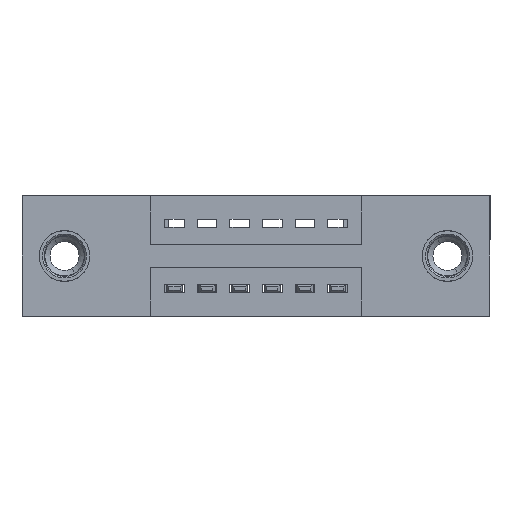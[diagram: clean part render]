
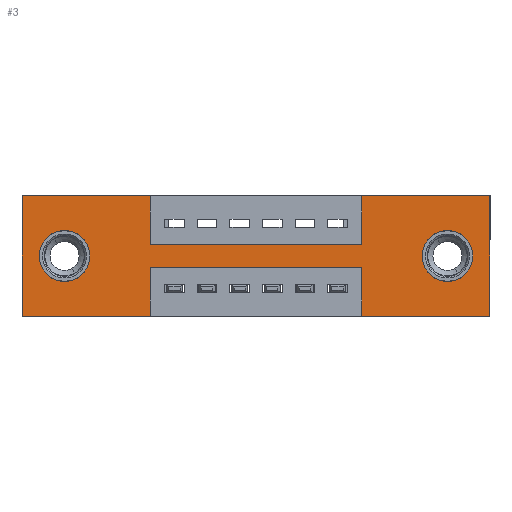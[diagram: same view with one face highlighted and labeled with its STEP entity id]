
A CAD part, front view. The second image highlights one B-rep face of the part: STEP entity #3.
In plain terms, the highlighted planar face has unit normal (0, -1, 0).
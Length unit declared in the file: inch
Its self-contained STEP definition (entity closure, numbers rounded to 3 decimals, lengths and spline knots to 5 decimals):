
#3 = ADVANCED_FACE ( 'NONE', ( #9241, #6918, #4606 ), #2984, .T. ) ;
#49 = EDGE_CURVE ( 'NONE', #6080, #4038, #10335, .T. ) ;
#139 = VERTEX_POINT ( 'NONE', #3940 ) ;
#171 = VECTOR ( 'NONE', #7884, 39.37008 ) ;
#234 = ORIENTED_EDGE ( 'NONE', *, *, #502, .F. ) ;
#397 = EDGE_CURVE ( 'NONE', #1737, #4345, #5362, .T. ) ;
#409 = VERTEX_POINT ( 'NONE', #3106 ) ;
#421 = EDGE_CURVE ( 'NONE', #5820, #409, #4015, .T. ) ;
#502 = EDGE_CURVE ( 'NONE', #409, #3956, #5088, .T. ) ;
#574 = DIRECTION ( 'NONE',  ( 1., 0., 0. ) ) ;
#876 = LINE ( 'NONE', #4091, #2382 ) ;
#1046 = LINE ( 'NONE', #10039, #10089 ) ;
#1054 = CARTESIAN_POINT ( 'NONE',  ( 1.305, 0., -0.263 ) ) ;
#1074 = EDGE_CURVE ( 'NONE', #2955, #3893, #2348, .T. ) ;
#1139 = ORIENTED_EDGE ( 'NONE', *, *, #421, .F. ) ;
#1142 = CARTESIAN_POINT ( 'NONE',  ( 1.0425, 0., -0.37 ) ) ;
#1254 = CARTESIAN_POINT ( 'NONE',  ( 0., 0., 0. ) ) ;
#1290 = VERTEX_POINT ( 'NONE', #9562 ) ;
#1504 = CARTESIAN_POINT ( 'NONE',  ( 0.3925, 0., -0.22 ) ) ;
#1625 = EDGE_CURVE ( 'NONE', #1290, #139, #6152, .T. ) ;
#1707 = VECTOR ( 'NONE', #574, 39.37008 ) ;
#1737 = VERTEX_POINT ( 'NONE', #8319 ) ;
#1783 = LINE ( 'NONE', #4915, #8888 ) ;
#1814 = AXIS2_PLACEMENT_3D ( 'NONE', #3821, #1947, #9003 ) ;
#1947 = DIRECTION ( 'NONE',  ( 0., -1., 0. ) ) ;
#2139 = VECTOR ( 'NONE', #5138, 39.37008 ) ;
#2144 = DIRECTION ( 'NONE',  ( 1., 0., 0. ) ) ;
#2147 = AXIS2_PLACEMENT_3D ( 'NONE', #4399, #3464, #2654 ) ;
#2153 = CARTESIAN_POINT ( 'NONE',  ( 0.13, 0., -0.107 ) ) ;
#2184 = DIRECTION ( 'NONE',  ( 0., 0., -1. ) ) ;
#2211 = VERTEX_POINT ( 'NONE', #1054 ) ;
#2239 = DIRECTION ( 'NONE',  ( 0., 0., 1. ) ) ;
#2348 = LINE ( 'NONE', #6649, #8086 ) ;
#2382 = VECTOR ( 'NONE', #4811, 39.37008 ) ;
#2393 = EDGE_CURVE ( 'NONE', #4345, #1737, #10669, .T. ) ;
#2654 = DIRECTION ( 'NONE',  ( 0., 0., -1. ) ) ;
#2667 = VECTOR ( 'NONE', #2144, 39.37008 ) ;
#2955 = VERTEX_POINT ( 'NONE', #4148 ) ;
#2974 = LINE ( 'NONE', #5572, #7455 ) ;
#2984 = PLANE ( 'NONE',  #1814 ) ;
#3106 = CARTESIAN_POINT ( 'NONE',  ( 1.0425, 0., -0.22 ) ) ;
#3183 = ORIENTED_EDGE ( 'NONE', *, *, #7757, .T. ) ;
#3213 = CARTESIAN_POINT ( 'NONE',  ( 0., 0., 0. ) ) ;
#3283 = ORIENTED_EDGE ( 'NONE', *, *, #5885, .F. ) ;
#3390 = CARTESIAN_POINT ( 'NONE',  ( 0.3925, 0., -0.15 ) ) ;
#3464 = DIRECTION ( 'NONE',  ( 0., 1., 0. ) ) ;
#3791 = DIRECTION ( 'NONE',  ( 0., 0., 1. ) ) ;
#3811 = CARTESIAN_POINT ( 'NONE',  ( 1.0425, 0., 0. ) ) ;
#3821 = CARTESIAN_POINT ( 'NONE',  ( 0., 0., -0.37 ) ) ;
#3893 = VERTEX_POINT ( 'NONE', #3811 ) ;
#3940 = CARTESIAN_POINT ( 'NONE',  ( 0., 0., -0.37 ) ) ;
#3956 = VERTEX_POINT ( 'NONE', #1504 ) ;
#4015 = LINE ( 'NONE', #7168, #8240 ) ;
#4038 = VERTEX_POINT ( 'NONE', #3390 ) ;
#4091 = CARTESIAN_POINT ( 'NONE',  ( 0.3925, 0., -0.15 ) ) ;
#4103 = CARTESIAN_POINT ( 'NONE',  ( 0., 0., 0. ) ) ;
#4148 = CARTESIAN_POINT ( 'NONE',  ( 1.0425, 0., -0.15 ) ) ;
#4288 = EDGE_LOOP ( 'NONE', ( #6957, #10070 ) ) ;
#4345 = VERTEX_POINT ( 'NONE', #2153 ) ;
#4399 = CARTESIAN_POINT ( 'NONE',  ( 1.305, 0., -0.185 ) ) ;
#4458 = LINE ( 'NONE', #10197, #2139 ) ;
#4460 = EDGE_CURVE ( 'NONE', #10475, #5820, #1046, .T. ) ;
#4606 = FACE_OUTER_BOUND ( 'NONE', #11006, .T. ) ;
#4811 = DIRECTION ( 'NONE',  ( 1., 0., 0. ) ) ;
#4862 = VECTOR ( 'NONE', #9072, 39.37008 ) ;
#4915 = CARTESIAN_POINT ( 'NONE',  ( 0.3925, 0., -0.37 ) ) ;
#5066 = DIRECTION ( 'NONE',  ( 0., 0., -1. ) ) ;
#5088 = LINE ( 'NONE', #7807, #171 ) ;
#5138 = DIRECTION ( 'NONE',  ( 0., 0., -1. ) ) ;
#5362 = CIRCLE ( 'NONE', #5746, 0.078 ) ;
#5397 = EDGE_CURVE ( 'NONE', #7933, #6080, #9085, .T. ) ;
#5482 = CARTESIAN_POINT ( 'NONE',  ( 0.3925, 0., 0. ) ) ;
#5565 = ORIENTED_EDGE ( 'NONE', *, *, #5397, .F. ) ;
#5572 = CARTESIAN_POINT ( 'NONE',  ( 0., 0., 0. ) ) ;
#5738 = EDGE_CURVE ( 'NONE', #3893, #10390, #8124, .T. ) ;
#5746 = AXIS2_PLACEMENT_3D ( 'NONE', #9537, #9139, #9060 ) ;
#5799 = ORIENTED_EDGE ( 'NONE', *, *, #1625, .F. ) ;
#5820 = VERTEX_POINT ( 'NONE', #1142 ) ;
#5885 = EDGE_CURVE ( 'NONE', #4038, #2955, #876, .T. ) ;
#5909 = ORIENTED_EDGE ( 'NONE', *, *, #7285, .F. ) ;
#6080 = VERTEX_POINT ( 'NONE', #11242 ) ;
#6152 = LINE ( 'NONE', #6680, #9848 ) ;
#6161 = AXIS2_PLACEMENT_3D ( 'NONE', #8215, #7367, #2184 ) ;
#6600 = ORIENTED_EDGE ( 'NONE', *, *, #49, .F. ) ;
#6649 = CARTESIAN_POINT ( 'NONE',  ( 1.0425, 0., 0. ) ) ;
#6670 = ORIENTED_EDGE ( 'NONE', *, *, #7547, .T. ) ;
#6680 = CARTESIAN_POINT ( 'NONE',  ( 0., 0., -0.37 ) ) ;
#6728 = DIRECTION ( 'NONE',  ( 0., 0., 1. ) ) ;
#6918 = FACE_BOUND ( 'NONE', #4288, .T. ) ;
#6957 = ORIENTED_EDGE ( 'NONE', *, *, #2393, .T. ) ;
#7042 = CIRCLE ( 'NONE', #6161, 0.078 ) ;
#7130 = ORIENTED_EDGE ( 'NONE', *, *, #5738, .F. ) ;
#7166 = EDGE_CURVE ( 'NONE', #139, #7933, #2974, .T. ) ;
#7168 = CARTESIAN_POINT ( 'NONE',  ( 1.0425, 0., -0.37 ) ) ;
#7285 = EDGE_CURVE ( 'NONE', #10390, #10475, #4458, .T. ) ;
#7367 = DIRECTION ( 'NONE',  ( 0., 1., 0. ) ) ;
#7427 = CARTESIAN_POINT ( 'NONE',  ( 0.13, 0., -0.185 ) ) ;
#7455 = VECTOR ( 'NONE', #3791, 39.37008 ) ;
#7523 = AXIS2_PLACEMENT_3D ( 'NONE', #7427, #10961, #2239 ) ;
#7547 = EDGE_CURVE ( 'NONE', #8690, #2211, #11301, .T. ) ;
#7757 = EDGE_CURVE ( 'NONE', #2211, #8690, #7042, .T. ) ;
#7807 = CARTESIAN_POINT ( 'NONE',  ( 0.3925, 0., -0.22 ) ) ;
#7884 = DIRECTION ( 'NONE',  ( -1., 0., 0. ) ) ;
#7933 = VERTEX_POINT ( 'NONE', #3213 ) ;
#7978 = DIRECTION ( 'NONE',  ( 0., 0., 1. ) ) ;
#8086 = VECTOR ( 'NONE', #6728, 39.37008 ) ;
#8124 = LINE ( 'NONE', #1254, #2667 ) ;
#8194 = ORIENTED_EDGE ( 'NONE', *, *, #4460, .F. ) ;
#8215 = CARTESIAN_POINT ( 'NONE',  ( 1.305, 0., -0.185 ) ) ;
#8240 = VECTOR ( 'NONE', #7978, 39.37008 ) ;
#8319 = CARTESIAN_POINT ( 'NONE',  ( 0.13, 0., -0.263 ) ) ;
#8552 = ORIENTED_EDGE ( 'NONE', *, *, #1074, .F. ) ;
#8640 = CARTESIAN_POINT ( 'NONE',  ( 1.435, 0., -0.37 ) ) ;
#8690 = VERTEX_POINT ( 'NONE', #10907 ) ;
#8888 = VECTOR ( 'NONE', #5066, 39.37008 ) ;
#8967 = EDGE_LOOP ( 'NONE', ( #6670, #3183 ) ) ;
#9003 = DIRECTION ( 'NONE',  ( 0., 0., -1. ) ) ;
#9060 = DIRECTION ( 'NONE',  ( 0., 0., 1. ) ) ;
#9072 = DIRECTION ( 'NONE',  ( 0., 0., -1. ) ) ;
#9085 = LINE ( 'NONE', #4103, #1707 ) ;
#9139 = DIRECTION ( 'NONE',  ( 0., 1., 0. ) ) ;
#9241 = FACE_BOUND ( 'NONE', #8967, .T. ) ;
#9327 = DIRECTION ( 'NONE',  ( -1., 0., 0. ) ) ;
#9537 = CARTESIAN_POINT ( 'NONE',  ( 0.13, 0., -0.185 ) ) ;
#9562 = CARTESIAN_POINT ( 'NONE',  ( 0.3925, 0., -0.37 ) ) ;
#9848 = VECTOR ( 'NONE', #9327, 39.37008 ) ;
#10039 = CARTESIAN_POINT ( 'NONE',  ( 0., 0., -0.37 ) ) ;
#10070 = ORIENTED_EDGE ( 'NONE', *, *, #397, .T. ) ;
#10075 = DIRECTION ( 'NONE',  ( -1., 0., 0. ) ) ;
#10089 = VECTOR ( 'NONE', #10075, 39.37008 ) ;
#10173 = ORIENTED_EDGE ( 'NONE', *, *, #7166, .F. ) ;
#10197 = CARTESIAN_POINT ( 'NONE',  ( 1.435, 0., 0. ) ) ;
#10211 = ORIENTED_EDGE ( 'NONE', *, *, #11045, .F. ) ;
#10335 = LINE ( 'NONE', #5482, #4862 ) ;
#10390 = VERTEX_POINT ( 'NONE', #10915 ) ;
#10475 = VERTEX_POINT ( 'NONE', #8640 ) ;
#10669 = CIRCLE ( 'NONE', #7523, 0.078 ) ;
#10907 = CARTESIAN_POINT ( 'NONE',  ( 1.305, 0., -0.107 ) ) ;
#10915 = CARTESIAN_POINT ( 'NONE',  ( 1.435, 0., 0. ) ) ;
#10961 = DIRECTION ( 'NONE',  ( 0., 1., 0. ) ) ;
#11006 = EDGE_LOOP ( 'NONE', ( #10211, #234, #1139, #8194, #5909, #7130, #8552, #3283, #6600, #5565, #10173, #5799 ) ) ;
#11045 = EDGE_CURVE ( 'NONE', #3956, #1290, #1783, .T. ) ;
#11242 = CARTESIAN_POINT ( 'NONE',  ( 0.3925, 0., 0. ) ) ;
#11301 = CIRCLE ( 'NONE', #2147, 0.078 ) ;
